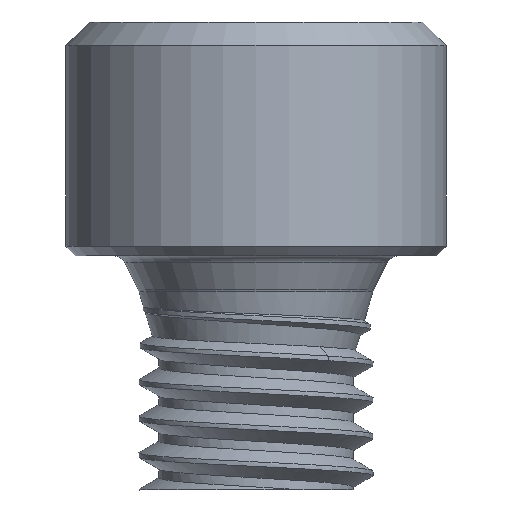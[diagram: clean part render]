
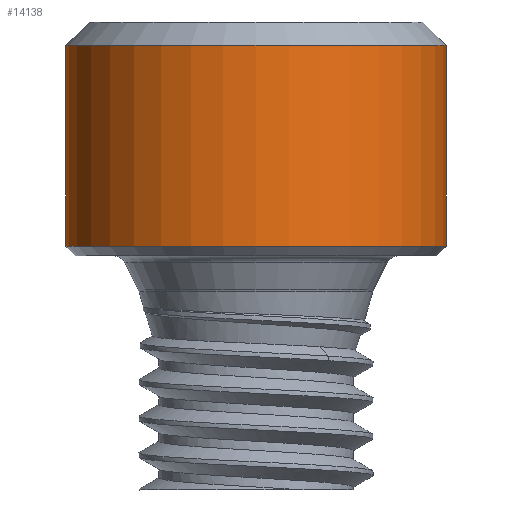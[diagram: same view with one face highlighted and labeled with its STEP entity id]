
A CAD part, front view. The second image highlights one B-rep face of the part: STEP entity #14138.
In plain terms, the highlighted cylindrical face has radius 6.5 mm (diameter 13 mm), a full revolution.
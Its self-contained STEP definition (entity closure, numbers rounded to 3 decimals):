
#14111=CARTESIAN_POINT('',(0.0,0.,-4.233));
#14112=DIRECTION('',(0.0,0.,-1.0));
#14113=DIRECTION('',(0.0,1.0,0.0));
#14114=AXIS2_PLACEMENT_3D('',#14111,#14112,#14113);
#14115=CYLINDRICAL_SURFACE('',#14114,6.5);
#14116=CARTESIAN_POINT('',(0.0,6.5,-7.665));
#14117=VERTEX_POINT('',#14116);
#14118=CARTESIAN_POINT('',(0.0,0.,-7.665));
#14119=DIRECTION('',(0.0,0.0,-1.0));
#14120=DIRECTION('',(0.0,1.0,0.0));
#14121=AXIS2_PLACEMENT_3D('',#14118,#14119,#14120);
#14122=CIRCLE('',#14121,6.5);
#14123=EDGE_CURVE('',#14117,#14117,#14122,.T.);
#14124=ORIENTED_EDGE('',*,*,#14123,.F.);
#14125=EDGE_LOOP('',(#14124));
#14126=FACE_OUTER_BOUND('',#14125,.T.);
#14127=CARTESIAN_POINT('',(0.0,6.5,-0.8));
#14128=VERTEX_POINT('',#14127);
#14129=CARTESIAN_POINT('',(0.0,0.,-0.8));
#14130=DIRECTION('',(0.0,0.0,-1.0));
#14131=DIRECTION('',(0.0,1.0,0.0));
#14132=AXIS2_PLACEMENT_3D('',#14129,#14130,#14131);
#14133=CIRCLE('',#14132,6.5);
#14134=EDGE_CURVE('',#14128,#14128,#14133,.T.);
#14135=ORIENTED_EDGE('',*,*,#14134,.T.);
#14136=EDGE_LOOP('',(#14135));
#14137=FACE_BOUND('',#14136,.T.);
#14138=ADVANCED_FACE('',(#14126,#14137),#14115,.T.);
